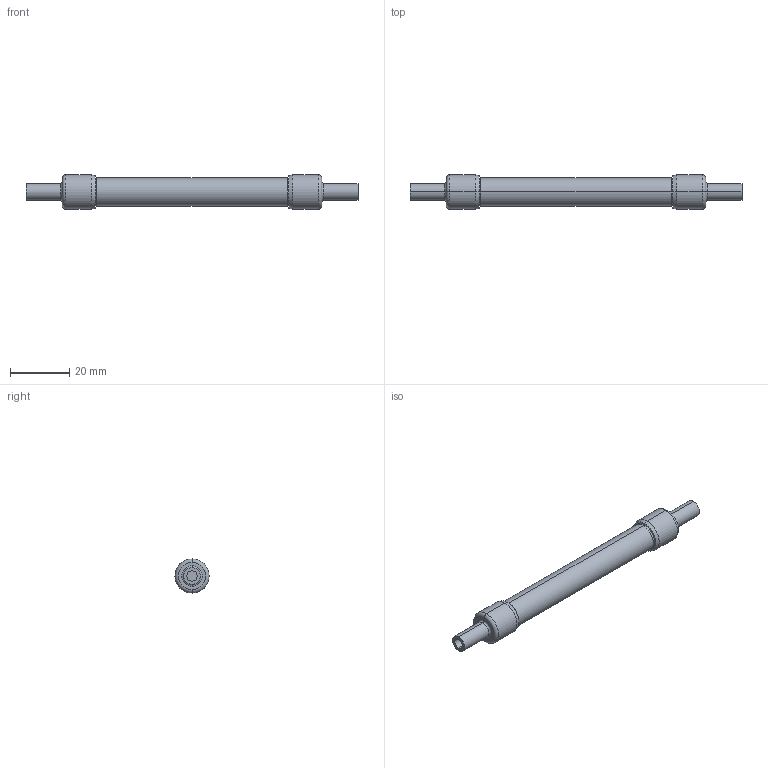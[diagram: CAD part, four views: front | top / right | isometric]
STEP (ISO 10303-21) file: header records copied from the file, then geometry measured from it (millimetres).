
FILE_DESCRIPTION (( 'STEP AP214' ), '1' );
FILE_NAME ('OUT-242036.STEP', '2023-12-19T17:26:23', ( '' ), ( '' ), 'SwSTEP 2.0', 'SolidWorks 2021', '' );
FILE_SCHEMA (( 'AUTOMOTIVE_DESIGN' ));
Length unit declared in the file: inch
Products named in the file (4): 250426_CRIMPED; 102218-02_CRIMPED; 130326; OUT-242036
Assembly tree (5 placements, depth 2):
  OUT-242036
    130326
    102218-02_CRIMPED  x2
    250426_CRIMPED  x2
Bounding box: 112.12 x 11.53 x 11.53 mm (x, y, z)
Volume: 4387.5 mm3; surface area: 8035 mm2
Topology: 5 solids, 5 shells, 138 faces, 272 edges, 148 vertices
Faces by surface type: cone 44, cylinder 44, torus 36, plane 14
Entity records: 2606 total; most frequent: DIRECTION 516, CARTESIAN_POINT 390, ORIENTED_EDGE 372, AXIS2_PLACEMENT_3D 228, EDGE_CURVE 186, CIRCLE 126, EDGE_LOOP 102, VERTEX_POINT 102
